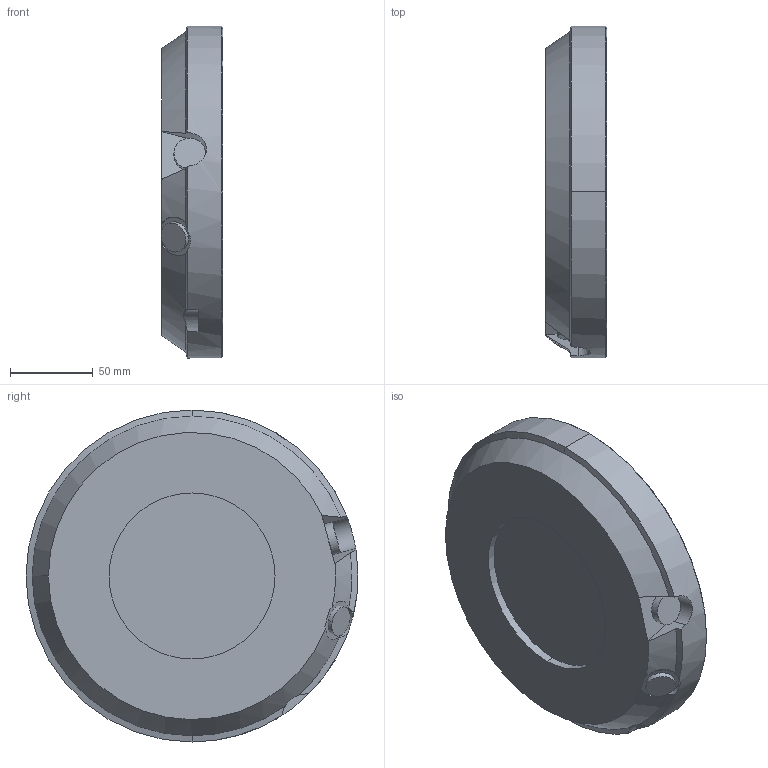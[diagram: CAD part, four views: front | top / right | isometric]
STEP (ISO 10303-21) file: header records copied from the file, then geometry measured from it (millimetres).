
FILE_DESCRIPTION (( 'STEP AP214' ), '1' );
FILE_NAME ('IRB6620LX_150-190_LINK6_CAD_rev03.STEP', '2016-12-02T09:57:14', ( 'ABB' ), ( 'ABB' ), 'SwSTEP 2.0', 'SolidWorks 2014', '' );
FILE_SCHEMA (( 'AUTOMOTIVE_DESIGN' ));
Length unit declared in the file: millimetre
Products named in the file (1): IRB6620LX_150-190_LINK6_CAD_rev03
Bounding box: 37.3 x 200 x 200 mm (x, y, z)
Volume: 917650.1 mm3; surface area: 98859.4 mm2
Topology: 1 solids, 2 shells, 163 faces, 429 edges, 268 vertices
Faces by surface type: cylinder 73, cone 66, plane 24
Entity records: 5257 total; most frequent: CARTESIAN_POINT 1130, DIRECTION 936, ORIENTED_EDGE 810, EDGE_CURVE 405, AXIS2_PLACEMENT_3D 398, VERTEX_POINT 268, CIRCLE 234, EDGE_LOOP 185
